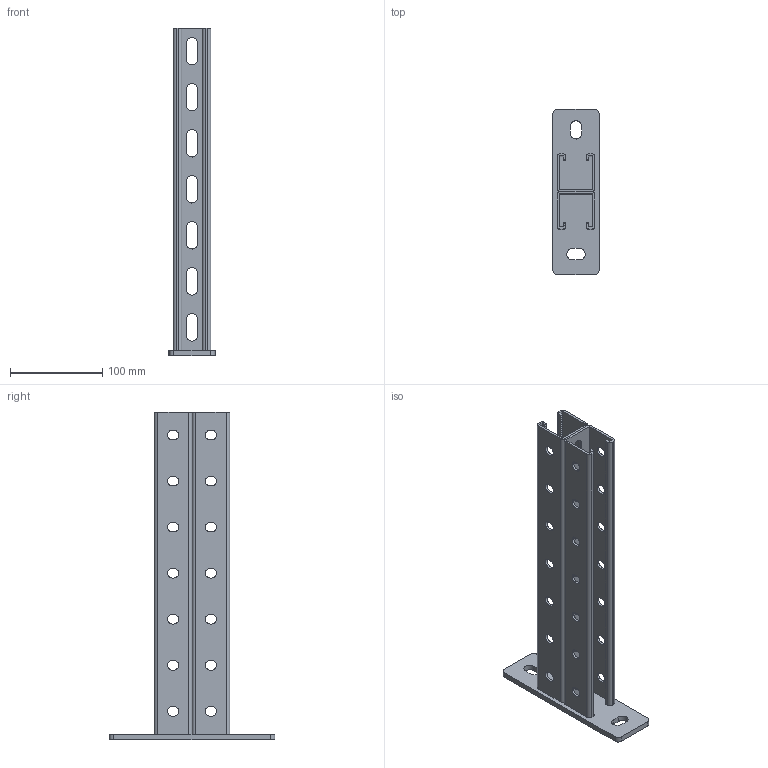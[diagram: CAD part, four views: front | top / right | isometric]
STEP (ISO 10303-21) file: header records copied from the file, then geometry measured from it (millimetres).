
FILE_DESCRIPTION (( 'STEP AP203' ), '1' );
FILE_NAME ('Êîíñîëü Strut äâîéíàÿ_h41-300.step', '2022-01-27T09:03:44', ( '' ), ( '' ), 'SwSTEP 2.0', 'SolidWorks 2017', '' );
FILE_SCHEMA (( 'CONFIG_CONTROL_DESIGN' ));
Length unit declared in the file: millimetre
Products named in the file (3): Êîíñîëü Strut äâîéíàÿ_h41-300; Ïÿòêà êîíñîëè ¹2; STRUT-镳铘桦黖h41-350
Assembly tree (3 placements, depth 2):
  Êîíñîëü Strut äâîéíàÿ_h41-300
    Ïÿòêà êîíñîëè ¹2
    STRUT-镳铘桦黖h41-350  x2
Bounding box: 50 x 180 x 356 mm (x, y, z)
Volume: 265380 mm3; surface area: 205352.5 mm2
Topology: 3 solids, 3 shells, 1353 faces, 4039 edges, 2692 vertices
Faces by surface type: plane 1248, cylinder 105
Entity records: 23084 total; most frequent: CARTESIAN_POINT 4100, ORIENTED_EDGE 4090, DIRECTION 3543, EDGE_CURVE 2045, VECTOR 1931, LINE 1931, VERTEX_POINT 1363, AXIS2_PLACEMENT_3D 806
